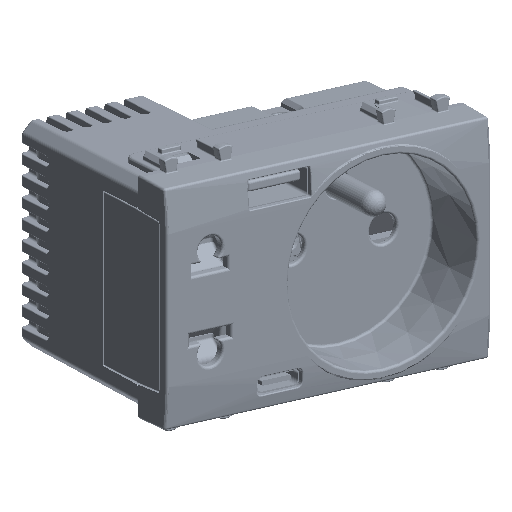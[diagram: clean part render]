
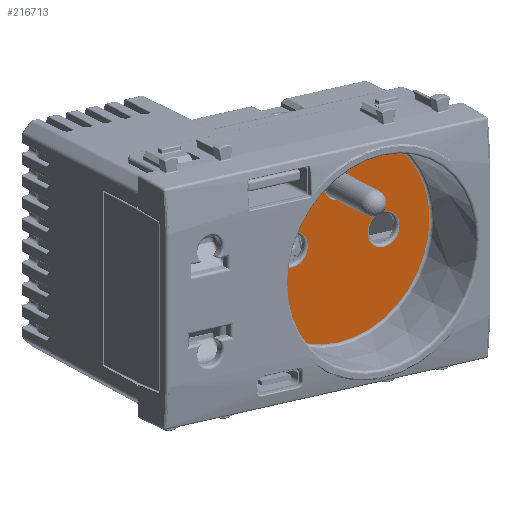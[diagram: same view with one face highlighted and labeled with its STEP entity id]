
A CAD part, top view. The second image highlights one B-rep face of the part: STEP entity #216713.
In plain terms, the highlighted face is planar.
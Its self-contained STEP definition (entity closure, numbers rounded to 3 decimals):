
#216620=CARTESIAN_POINT('Axis2P3D Location',(19.5,-11.25,-5.425)) ;
#216625=CARTESIAN_POINT('Axis2P3D Location',(0.,-11.25,-5.425)) ;
#216629=CARTESIAN_POINT('Vertex',(-19.004,-11.25,-5.425)) ;
#216631=CARTESIAN_POINT('Vertex',(0.,7.754,-5.425)) ;
#216634=CARTESIAN_POINT('Axis2P3D Location',(0.,-11.25,-5.425)) ;
#216638=CARTESIAN_POINT('Vertex',(0.,-30.254,-5.425)) ;
#216641=CARTESIAN_POINT('Axis2P3D Location',(0.,-11.25,-5.425)) ;
#216645=CARTESIAN_POINT('Vertex',(19.004,-11.25,-5.425)) ;
#216648=CARTESIAN_POINT('Axis2P3D Location',(0.,-11.25,-5.425)) ;
#216659=CARTESIAN_POINT('Axis2P3D Location',(10.,-11.25,-5.425)) ;
#216663=CARTESIAN_POINT('Vertex',(11.301,-13.632,-5.425)) ;
#216665=CARTESIAN_POINT('Vertex',(8.699,-8.868,-5.425)) ;
#216668=CARTESIAN_POINT('Axis2P3D Location',(10.,-11.25,-5.425)) ;
#216677=CARTESIAN_POINT('Axis2P3D Location',(0.,-1.75,-5.425)) ;
#216681=CARTESIAN_POINT('Vertex',(3.309,-1.75,-5.425)) ;
#216683=CARTESIAN_POINT('Vertex',(-3.309,-1.75,-5.425)) ;
#216686=CARTESIAN_POINT('Axis2P3D Location',(0.,-1.75,-5.425)) ;
#216695=CARTESIAN_POINT('Axis2P3D Location',(0.,-20.75,-5.425)) ;
#216699=CARTESIAN_POINT('Vertex',(3.309,-20.75,-5.425)) ;
#216701=CARTESIAN_POINT('Vertex',(-3.309,-20.75,-5.425)) ;
#216704=CARTESIAN_POINT('Axis2P3D Location',(0.,-20.75,-5.425)) ;
#216621=DIRECTION('Axis2P3D Direction',(0.,0.,-1.)) ;
#216622=DIRECTION('Axis2P3D XDirection',(1.,0.,0.)) ;
#216626=DIRECTION('Axis2P3D Direction',(0.,0.,-1.)) ;
#216635=DIRECTION('Axis2P3D Direction',(0.,0.,-1.)) ;
#216642=DIRECTION('Axis2P3D Direction',(0.,0.,-1.)) ;
#216649=DIRECTION('Axis2P3D Direction',(0.,0.,-1.)) ;
#216660=DIRECTION('Axis2P3D Direction',(0.,0.,-1.)) ;
#216669=DIRECTION('Axis2P3D Direction',(0.,0.,-1.)) ;
#216678=DIRECTION('Axis2P3D Direction',(0.,0.,-1.)) ;
#216687=DIRECTION('Axis2P3D Direction',(0.,0.,-1.)) ;
#216696=DIRECTION('Axis2P3D Direction',(0.,0.,-1.)) ;
#216705=DIRECTION('Axis2P3D Direction',(0.,0.,-1.)) ;
#216623=AXIS2_PLACEMENT_3D('Plane Axis2P3D',#216620,#216621,#216622) ;
#216627=AXIS2_PLACEMENT_3D('Circle Axis2P3D',#216625,#216626,$) ;
#216636=AXIS2_PLACEMENT_3D('Circle Axis2P3D',#216634,#216635,$) ;
#216643=AXIS2_PLACEMENT_3D('Circle Axis2P3D',#216641,#216642,$) ;
#216650=AXIS2_PLACEMENT_3D('Circle Axis2P3D',#216648,#216649,$) ;
#216661=AXIS2_PLACEMENT_3D('Circle Axis2P3D',#216659,#216660,$) ;
#216670=AXIS2_PLACEMENT_3D('Circle Axis2P3D',#216668,#216669,$) ;
#216679=AXIS2_PLACEMENT_3D('Circle Axis2P3D',#216677,#216678,$) ;
#216688=AXIS2_PLACEMENT_3D('Circle Axis2P3D',#216686,#216687,$) ;
#216697=AXIS2_PLACEMENT_3D('Circle Axis2P3D',#216695,#216696,$) ;
#216706=AXIS2_PLACEMENT_3D('Circle Axis2P3D',#216704,#216705,$) ;
#216654=ORIENTED_EDGE('',*,*,#216633,.F.) ;
#216655=ORIENTED_EDGE('',*,*,#216640,.T.) ;
#216656=ORIENTED_EDGE('',*,*,#216647,.F.) ;
#216657=ORIENTED_EDGE('',*,*,#216652,.T.) ;
#216674=ORIENTED_EDGE('',*,*,#216667,.F.) ;
#216675=ORIENTED_EDGE('',*,*,#216672,.F.) ;
#216692=ORIENTED_EDGE('',*,*,#216685,.F.) ;
#216693=ORIENTED_EDGE('',*,*,#216690,.F.) ;
#216710=ORIENTED_EDGE('',*,*,#216703,.F.) ;
#216711=ORIENTED_EDGE('',*,*,#216708,.F.) ;
#216676=FACE_BOUND('',#216673,.T.) ;
#216694=FACE_BOUND('',#216691,.T.) ;
#216712=FACE_BOUND('',#216709,.T.) ;
#216713=ADVANCED_FACE('PartBody',(#216658,#216676,#216694,#216712),#216624,.F.) ;
#216628=CIRCLE('generated circle',#216627,19.004) ;
#216637=CIRCLE('generated circle',#216636,19.004) ;
#216644=CIRCLE('generated circle',#216643,19.004) ;
#216651=CIRCLE('generated circle',#216650,19.004) ;
#216662=CIRCLE('generated circle',#216661,2.714) ;
#216671=CIRCLE('generated circle',#216670,2.714) ;
#216680=CIRCLE('generated circle',#216679,3.309) ;
#216689=CIRCLE('generated circle',#216688,3.309) ;
#216698=CIRCLE('generated circle',#216697,3.309) ;
#216707=CIRCLE('generated circle',#216706,3.309) ;
#216633=EDGE_CURVE('',#216630,#216632,#216628,.T.) ;
#216640=EDGE_CURVE('',#216630,#216639,#216637,.F.) ;
#216647=EDGE_CURVE('',#216646,#216639,#216644,.T.) ;
#216652=EDGE_CURVE('',#216646,#216632,#216651,.F.) ;
#216667=EDGE_CURVE('',#216664,#216666,#216662,.F.) ;
#216672=EDGE_CURVE('',#216666,#216664,#216671,.F.) ;
#216685=EDGE_CURVE('',#216682,#216684,#216680,.F.) ;
#216690=EDGE_CURVE('',#216684,#216682,#216689,.F.) ;
#216703=EDGE_CURVE('',#216700,#216702,#216698,.F.) ;
#216708=EDGE_CURVE('',#216702,#216700,#216707,.F.) ;
#216653=EDGE_LOOP('',(#216654,#216655,#216656,#216657)) ;
#216673=EDGE_LOOP('',(#216674,#216675)) ;
#216691=EDGE_LOOP('',(#216692,#216693)) ;
#216709=EDGE_LOOP('',(#216710,#216711)) ;
#216658=FACE_OUTER_BOUND('',#216653,.T.) ;
#216624=PLANE('',#216623) ;
#216630=VERTEX_POINT('',#216629) ;
#216632=VERTEX_POINT('',#216631) ;
#216639=VERTEX_POINT('',#216638) ;
#216646=VERTEX_POINT('',#216645) ;
#216664=VERTEX_POINT('',#216663) ;
#216666=VERTEX_POINT('',#216665) ;
#216682=VERTEX_POINT('',#216681) ;
#216684=VERTEX_POINT('',#216683) ;
#216700=VERTEX_POINT('',#216699) ;
#216702=VERTEX_POINT('',#216701) ;
